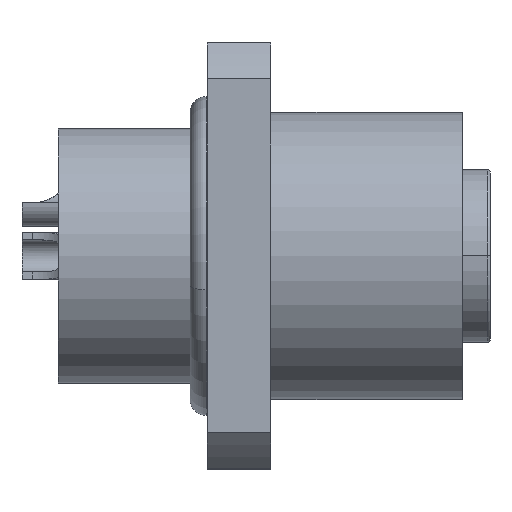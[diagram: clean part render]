
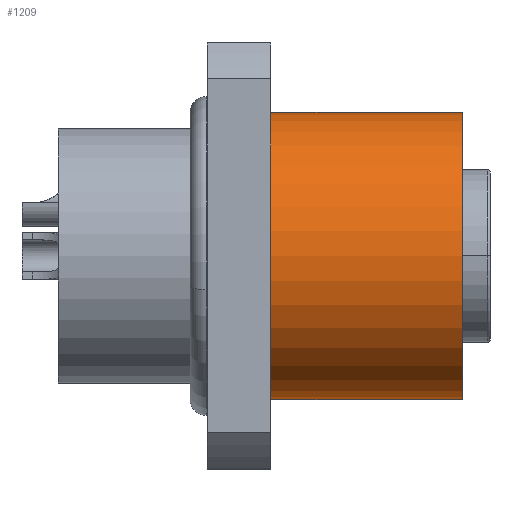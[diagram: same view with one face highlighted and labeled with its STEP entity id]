
A CAD part, top view. The second image highlights one B-rep face of the part: STEP entity #1209.
In plain terms, the highlighted cylindrical face has radius 6.75 mm (diameter 13.5 mm), a partial arc.
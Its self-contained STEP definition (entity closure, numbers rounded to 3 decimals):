
#439 = LINE ( 'NONE', #8860, #8119 ) ;
#463 = DIRECTION ( 'NONE',  ( -1., 0., 0. ) ) ;
#478 = CARTESIAN_POINT ( 'NONE',  ( 3., -6.75, 0. ) ) ;
#785 = DIRECTION ( 'NONE',  ( -1., 0., 0. ) ) ;
#1209 = ADVANCED_FACE ( 'NONE', ( #5808 ), #5761, .T. ) ;
#1706 = AXIS2_PLACEMENT_3D ( 'NONE', #3780, #4463, #1840 ) ;
#1787 = EDGE_CURVE ( 'NONE', #8456, #3007, #5667, .T. ) ;
#1840 = DIRECTION ( 'NONE',  ( 0., -1., 0. ) ) ;
#3007 = VERTEX_POINT ( 'NONE', #7909 ) ;
#3265 = CARTESIAN_POINT ( 'NONE',  ( 12., -6.75, 0. ) ) ;
#3274 = AXIS2_PLACEMENT_3D ( 'NONE', #5314, #463, #5825 ) ;
#3319 = CARTESIAN_POINT ( 'NONE',  ( 12., 6.75, 0. ) ) ;
#3780 = CARTESIAN_POINT ( 'NONE',  ( 3., 0., 0. ) ) ;
#4437 = EDGE_LOOP ( 'NONE', ( #5899, #6816, #6994, #5298 ) ) ;
#4463 = DIRECTION ( 'NONE',  ( -1., 0., 0. ) ) ;
#4746 = CIRCLE ( 'NONE', #3274, 6.75 ) ;
#5083 = DIRECTION ( 'NONE',  ( 0., -1., 0. ) ) ;
#5298 = ORIENTED_EDGE ( 'NONE', *, *, #6022, .F. ) ;
#5314 = CARTESIAN_POINT ( 'NONE',  ( 12., 0., 0. ) ) ;
#5387 = DIRECTION ( 'NONE',  ( -1., 0., 0. ) ) ;
#5667 = CIRCLE ( 'NONE', #1706, 6.75 ) ;
#5715 = EDGE_CURVE ( 'NONE', #7076, #3007, #439, .T. ) ;
#5761 = CYLINDRICAL_SURFACE ( 'NONE', #7971, 6.75 ) ;
#5808 = FACE_OUTER_BOUND ( 'NONE', #4437, .T. ) ;
#5825 = DIRECTION ( 'NONE',  ( 0., -1., 0. ) ) ;
#5899 = ORIENTED_EDGE ( 'NONE', *, *, #6106, .T. ) ;
#6022 = EDGE_CURVE ( 'NONE', #8437, #8456, #8558, .T. ) ;
#6106 = EDGE_CURVE ( 'NONE', #8437, #7076, #4746, .T. ) ;
#6653 = VECTOR ( 'NONE', #8884, 1000. ) ;
#6747 = CARTESIAN_POINT ( 'NONE',  ( -33.51, -6.75, 0. ) ) ;
#6816 = ORIENTED_EDGE ( 'NONE', *, *, #5715, .T. ) ;
#6994 = ORIENTED_EDGE ( 'NONE', *, *, #1787, .F. ) ;
#7076 = VERTEX_POINT ( 'NONE', #3319 ) ;
#7909 = CARTESIAN_POINT ( 'NONE',  ( 3., 6.75, 0. ) ) ;
#7971 = AXIS2_PLACEMENT_3D ( 'NONE', #8542, #785, #5083 ) ;
#8119 = VECTOR ( 'NONE', #5387, 1000. ) ;
#8437 = VERTEX_POINT ( 'NONE', #3265 ) ;
#8456 = VERTEX_POINT ( 'NONE', #478 ) ;
#8542 = CARTESIAN_POINT ( 'NONE',  ( -33.51, 0., 0. ) ) ;
#8558 = LINE ( 'NONE', #6747, #6653 ) ;
#8860 = CARTESIAN_POINT ( 'NONE',  ( -33.51, 6.75, 0. ) ) ;
#8884 = DIRECTION ( 'NONE',  ( -1., 0., 0. ) ) ;
